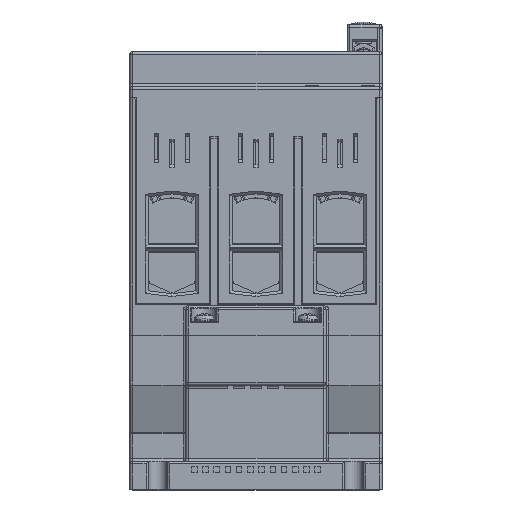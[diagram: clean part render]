
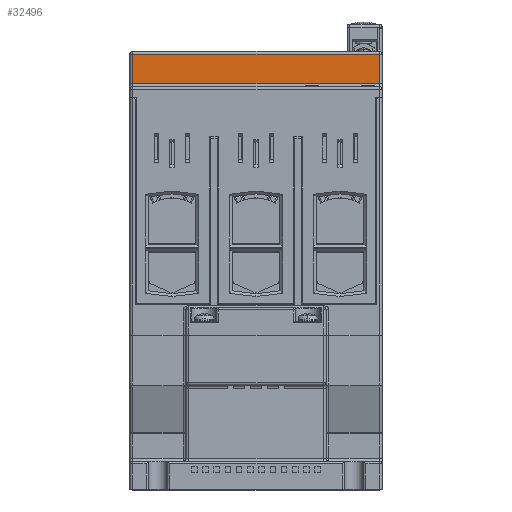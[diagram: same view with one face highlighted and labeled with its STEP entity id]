
A CAD part, top view. The second image highlights one B-rep face of the part: STEP entity #32496.
In plain terms, the highlighted planar face has unit normal (0, 0, 1).
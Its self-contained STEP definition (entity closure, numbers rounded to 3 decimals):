
#30209 = EDGE_CURVE ( 'NONE', #98585, #98577, #53797, .T. ) ;
#32496 = ADVANCED_FACE ( 'NONE', ( #76624 ), #76567, .F. ) ;
#47947 = VECTOR ( 'NONE', #53925, 1000. ) ;
#53797 = LINE ( 'NONE', #53944, #47947 ) ;
#53925 = DIRECTION ( 'NONE',  ( 1., 0., 0. ) ) ;
#53944 = CARTESIAN_POINT ( 'NONE',  ( 45., 155.465, 58.5 ) ) ;
#67068 = EDGE_CURVE ( 'NONE', #98710, #98709, #117195, .T. ) ;
#67112 = EDGE_CURVE ( 'NONE', #98577, #98709, #117258, .T. ) ;
#67391 = EDGE_CURVE ( 'NONE', #98710, #98585, #124729, .T. ) ;
#68226 = AXIS2_PLACEMENT_3D ( 'NONE', #76532, #76587, #76595 ) ;
#68696 = VECTOR ( 'NONE', #117303, 1000. ) ;
#68759 = VECTOR ( 'NONE', #117190, 1000. ) ;
#68962 = VECTOR ( 'NONE', #124768, 1000. ) ;
#76532 = CARTESIAN_POINT ( 'NONE',  ( 45., 143.965, 58.5 ) ) ;
#76567 = PLANE ( 'NONE',  #68226 ) ;
#76587 = DIRECTION ( 'NONE',  ( 0., 0., -1. ) ) ;
#76595 = DIRECTION ( 'NONE',  ( 0., 1., 0. ) ) ;
#76624 = FACE_OUTER_BOUND ( 'NONE', #103139, .T. ) ;
#98577 = VERTEX_POINT ( 'NONE', #112702 ) ;
#98585 = VERTEX_POINT ( 'NONE', #112705 ) ;
#98709 = VERTEX_POINT ( 'NONE', #112837 ) ;
#98710 = VERTEX_POINT ( 'NONE', #112770 ) ;
#103139 = EDGE_LOOP ( 'NONE', ( #116376, #116369, #116412, #116366 ) ) ;
#112702 = CARTESIAN_POINT ( 'NONE',  ( 44., 155.465, 58.5 ) ) ;
#112705 = CARTESIAN_POINT ( 'NONE',  ( -44., 155.465, 58.5 ) ) ;
#112770 = CARTESIAN_POINT ( 'NONE',  ( -44., 144.965, 58.5 ) ) ;
#112837 = CARTESIAN_POINT ( 'NONE',  ( 44., 144.965, 58.5 ) ) ;
#116366 = ORIENTED_EDGE ( 'NONE', *, *, #30209, .F. ) ;
#116369 = ORIENTED_EDGE ( 'NONE', *, *, #67068, .T. ) ;
#116376 = ORIENTED_EDGE ( 'NONE', *, *, #67391, .F. ) ;
#116412 = ORIENTED_EDGE ( 'NONE', *, *, #67112, .F. ) ;
#117187 = CARTESIAN_POINT ( 'NONE',  ( 45., 144.965, 58.5 ) ) ;
#117190 = DIRECTION ( 'NONE',  ( 1., 0., 0. ) ) ;
#117195 = LINE ( 'NONE', #117187, #68759 ) ;
#117258 = LINE ( 'NONE', #117266, #68696 ) ;
#117266 = CARTESIAN_POINT ( 'NONE',  ( 44., 154.465, 58.5 ) ) ;
#117303 = DIRECTION ( 'NONE',  ( 0., -1., 0. ) ) ;
#124729 = LINE ( 'NONE', #124795, #68962 ) ;
#124768 = DIRECTION ( 'NONE',  ( 0., 1., 0. ) ) ;
#124795 = CARTESIAN_POINT ( 'NONE',  ( -44., 143.965, 58.5 ) ) ;
